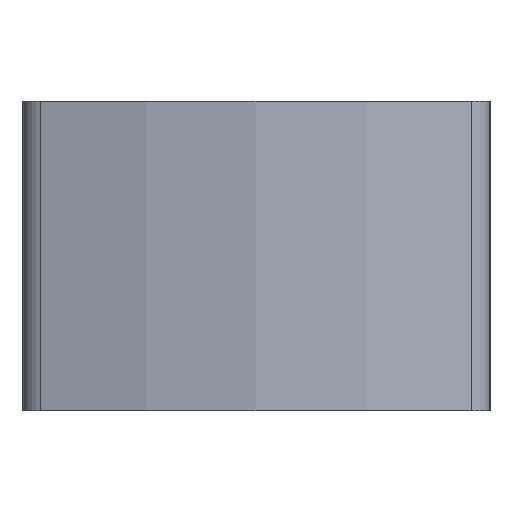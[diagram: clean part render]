
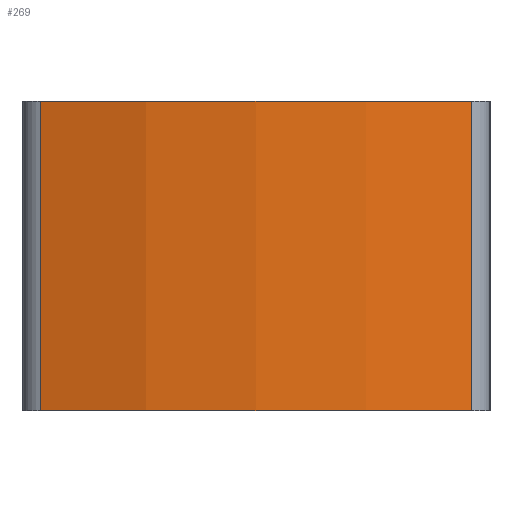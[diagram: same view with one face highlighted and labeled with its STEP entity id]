
A CAD part, left-side view. The second image highlights one B-rep face of the part: STEP entity #269.
In plain terms, the highlighted cylindrical face has radius 92.5 mm (diameter 185 mm), a partial arc.
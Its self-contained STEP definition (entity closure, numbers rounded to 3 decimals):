
#130=EDGE_CURVE('240[2]',#391,#392,#393,.T.);
#195=EDGE_CURVE('240[2]',#506,#392,#507,.T.);
#236=EDGE_CURVE('240[2]',#566,#506,#567,.T.);
#269=ADVANCED_FACE('240[2]',(#612),#613,.T.);
#304=EDGE_CURVE('240[2]',#391,#566,#662,.T.);
#391=VERTEX_POINT('',#764);
#392=VERTEX_POINT('',#765);
#393=CIRCLE('',#766,92.5);
#506=VERTEX_POINT('',#906);
#507=LINE('',#907,#908);
#566=VERTEX_POINT('',#988);
#567=CIRCLE('',#989,92.5);
#612=FACE_OUTER_BOUND('',#1048,.T.);
#613=CYLINDRICAL_SURFACE('',#1049,92.5);
#662=LINE('',#1113,#1114);
#764=CARTESIAN_POINT('',(-192.023,-31.356,45.0));
#765=CARTESIAN_POINT('',(-192.023,31.356,45.0));
#766=AXIS2_PLACEMENT_3D('',#1234,#1235,#1236);
#906=CARTESIAN_POINT('',(-192.023,31.356,0.0));
#907=CARTESIAN_POINT('',(-192.023,31.356,0.0));
#908=VECTOR('',#1370,10.0);
#988=CARTESIAN_POINT('',(-192.023,-31.356,0.0));
#989=AXIS2_PLACEMENT_3D('',#1435,#1436,#1437);
#1048=EDGE_LOOP('',(#1490,#1491,#1492,#1493));
#1049=AXIS2_PLACEMENT_3D('',#1494,#1495,#1496);
#1113=CARTESIAN_POINT('',(-192.023,-31.356,0.0));
#1114=VECTOR('',#1547,10.0);
#1234=CARTESIAN_POINT('',(-105.0,0.0,45.0));
#1235=DIRECTION('',(0.0,0.0,-1.0));
#1236=DIRECTION('',(0.93,-0.368,0.0));
#1370=DIRECTION('',(0.0,0.0,1.0));
#1435=CARTESIAN_POINT('',(-105.0,0.0,0.0));
#1436=DIRECTION('',(0.0,0.0,-1.0));
#1437=DIRECTION('',(0.93,-0.368,0.0));
#1490=ORIENTED_EDGE('',*,*,#304,.F.);
#1491=ORIENTED_EDGE('',*,*,#130,.T.);
#1492=ORIENTED_EDGE('',*,*,#195,.F.);
#1493=ORIENTED_EDGE('',*,*,#236,.F.);
#1494=CARTESIAN_POINT('',(-105.0,0.0,0.0));
#1495=DIRECTION('',(0.0,0.0,1.0));
#1496=DIRECTION('',(0.93,-0.368,0.0));
#1547=DIRECTION('',(-0.0,-0.0,-1.0));
